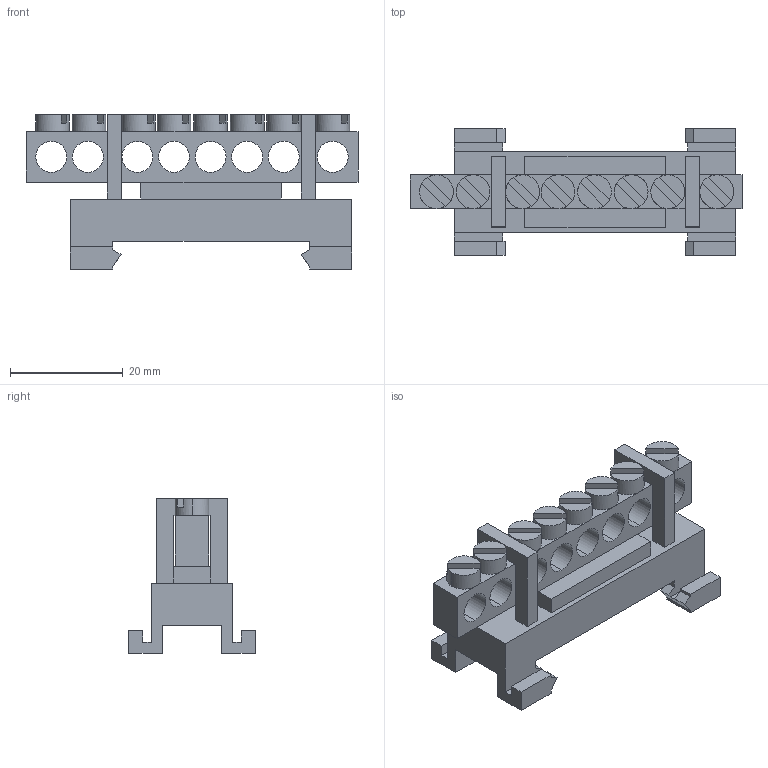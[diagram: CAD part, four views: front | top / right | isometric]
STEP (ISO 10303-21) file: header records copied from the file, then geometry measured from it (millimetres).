
FILE_DESCRIPTION (( 'STEP AP214' ), '1' );
FILE_NAME ('YNN10-69-8P-K05 Øèíà PE çåìëÿ íà DIN-èçîë òèï Ñòîéêà ØÍÈ-6õ9-8-Ñ-Æ ÈÝÊ.STEP', '2016-08-17T08:07:17', ( 'user' ), ( '' ), 'SwSTEP 2.0', 'SolidWorks 2014', '' );
FILE_SCHEMA (( 'AUTOMOTIVE_DESIGN' ));
Length unit declared in the file: millimetre
Products named in the file (1): YNN10-69-8P-K05 Øèíà PE çåìëÿ íà DIN-èçîë òèï Ñòîéêà ØÍÈ-6õ9-8-Ñ-Æ ÈÝÊ
Bounding box: 59 x 22.5 x 27.5 mm (x, y, z)
Volume: 10202.8 mm3; surface area: 6934.8 mm2
Topology: 1 solids, 1 shells, 170 faces, 482 edges, 312 vertices
Faces by surface type: plane 136, cylinder 34
Entity records: 6814 total; most frequent: CARTESIAN_POINT 965, ORIENTED_EDGE 964, DIRECTION 940, EDGE_CURVE 482, VECTOR 366, LINE 366, VERTEX_POINT 312, AXIS2_PLACEMENT_3D 287
